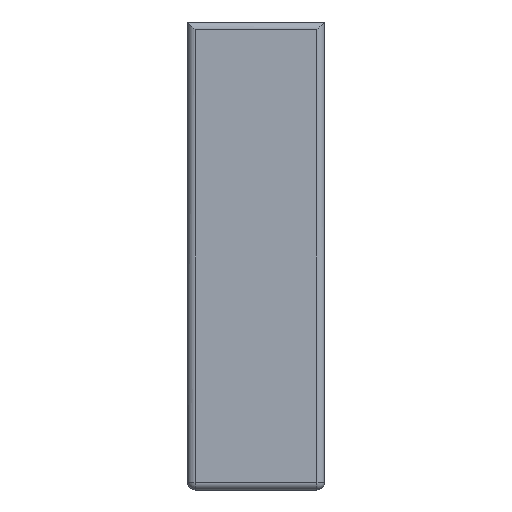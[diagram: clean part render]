
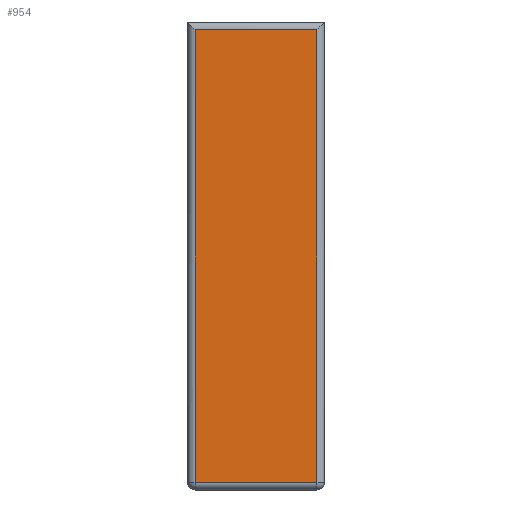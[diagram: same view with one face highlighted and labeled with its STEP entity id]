
A CAD part, left-side view. The second image highlights one B-rep face of the part: STEP entity #954.
In plain terms, the highlighted planar face has unit normal (-1, 0, 0).
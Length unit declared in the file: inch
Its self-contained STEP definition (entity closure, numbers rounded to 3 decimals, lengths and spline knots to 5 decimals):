
#270 = VECTOR ( 'NONE', #5931, 39.37008 ) ;
#509 = EDGE_CURVE ( 'NONE', #2247, #5503, #3815, .T. ) ;
#711 = LINE ( 'NONE', #1176, #5321 ) ;
#888 = CARTESIAN_POINT ( 'NONE',  ( -9.56693, -0.77598, -2.89213 ) ) ;
#930 = ORIENTED_EDGE ( 'NONE', *, *, #1770, .T. ) ;
#954 = ADVANCED_FACE ( 'NONE', ( #3318 ), #2993, .F. ) ;
#994 = VERTEX_POINT ( 'NONE', #6520 ) ;
#1159 = DIRECTION ( 'NONE',  ( 0., -1., 0. ) ) ;
#1176 = CARTESIAN_POINT ( 'NONE',  ( -9.56693, 0.87598, 2.89213 ) ) ;
#1314 = VECTOR ( 'NONE', #1159, 39.37008 ) ;
#1531 = CARTESIAN_POINT ( 'NONE',  ( -9.56693, -0.77598, 2.99213 ) ) ;
#1730 = DIRECTION ( 'NONE',  ( 0., 0., -1. ) ) ;
#1770 = EDGE_CURVE ( 'NONE', #5503, #994, #711, .T. ) ;
#2244 = EDGE_CURVE ( 'NONE', #994, #6113, #5226, .T. ) ;
#2247 = VERTEX_POINT ( 'NONE', #888 ) ;
#2993 = PLANE ( 'NONE',  #4998 ) ;
#3266 = ORIENTED_EDGE ( 'NONE', *, *, #6328, .T. ) ;
#3318 = FACE_OUTER_BOUND ( 'NONE', #4471, .T. ) ;
#3389 = CARTESIAN_POINT ( 'NONE',  ( -9.56693, 0.77598, 2.99213 ) ) ;
#3815 = LINE ( 'NONE', #1531, #270 ) ;
#4471 = EDGE_LOOP ( 'NONE', ( #7220, #930, #6088, #3266 ) ) ;
#4640 = CARTESIAN_POINT ( 'NONE',  ( -9.56693, 0.77598, -2.89213 ) ) ;
#4827 = LINE ( 'NONE', #7494, #1314 ) ;
#4998 = AXIS2_PLACEMENT_3D ( 'NONE', #7400, #6783, #1730 ) ;
#5226 = LINE ( 'NONE', #3389, #7986 ) ;
#5321 = VECTOR ( 'NONE', #7355, 39.37008 ) ;
#5503 = VERTEX_POINT ( 'NONE', #6645 ) ;
#5931 = DIRECTION ( 'NONE',  ( 0., 0., 1. ) ) ;
#6088 = ORIENTED_EDGE ( 'NONE', *, *, #2244, .T. ) ;
#6113 = VERTEX_POINT ( 'NONE', #4640 ) ;
#6328 = EDGE_CURVE ( 'NONE', #6113, #2247, #4827, .T. ) ;
#6489 = DIRECTION ( 'NONE',  ( 0., 0., -1. ) ) ;
#6520 = CARTESIAN_POINT ( 'NONE',  ( -9.56693, 0.77598, 2.89213 ) ) ;
#6645 = CARTESIAN_POINT ( 'NONE',  ( -9.56693, -0.77598, 2.89213 ) ) ;
#6783 = DIRECTION ( 'NONE',  ( 1., 0., 0. ) ) ;
#7220 = ORIENTED_EDGE ( 'NONE', *, *, #509, .T. ) ;
#7355 = DIRECTION ( 'NONE',  ( 0., 1., 0. ) ) ;
#7400 = CARTESIAN_POINT ( 'NONE',  ( -9.56693, 0.87598, 2.99213 ) ) ;
#7494 = CARTESIAN_POINT ( 'NONE',  ( -9.56693, 0.87598, -2.89213 ) ) ;
#7986 = VECTOR ( 'NONE', #6489, 39.37008 ) ;
